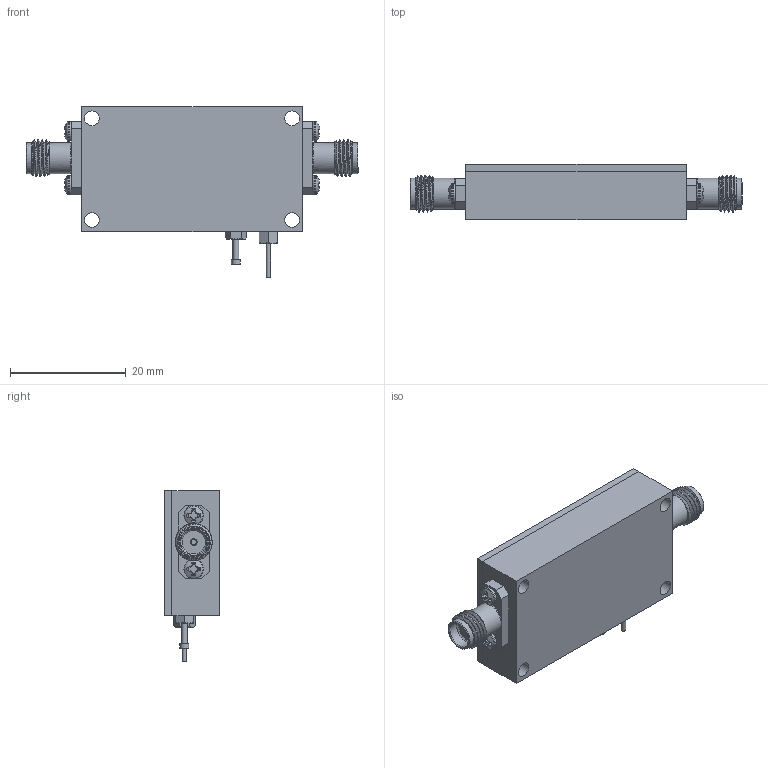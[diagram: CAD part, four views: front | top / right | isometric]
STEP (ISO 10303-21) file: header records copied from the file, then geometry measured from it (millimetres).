
FILE_DESCRIPTION (( 'STEP AP203' ), '1' );
FILE_NAME ('PE15A63001_3D.step', '2022-01-04T16:52:21', ( '' ), ( '' ), 'SwSTEP 2.0', 'SolidWorks 2021', '' );
FILE_SCHEMA (( 'CONFIG_CONTROL_DESIGN' ));
Products named in the file (1): PE15A63001_3D
Bounding box: 57.25 x 9.58 x 29.46 mm (x, y, z)
Volume: 8224.2 mm3; surface area: 3951 mm2
Topology: 1 solids, 9 shells, 878 faces, 2311 edges, 1529 vertices
Faces by surface type: plane 521, bspline 223, cylinder 92, cone 42
Full cylindrical faces by diameter (mm): 0.762 x1, 0.914 x2, 1.016 x3, 1.168 x4, 1.27 x2, 1.524 x1, 1.854 x4, 2.54 x4, 3.393 x4, 4.521 x2, 5.08 x2, 5.334 x4
Entity records: 43419 total; most frequent: CARTESIAN_POINT 23918, ORIENTED_EDGE 4474, DIRECTION 3037, EDGE_CURVE 2237, VERTEX_POINT 1510, LINE 1405, VECTOR 1405, EDGE_LOOP 1023
